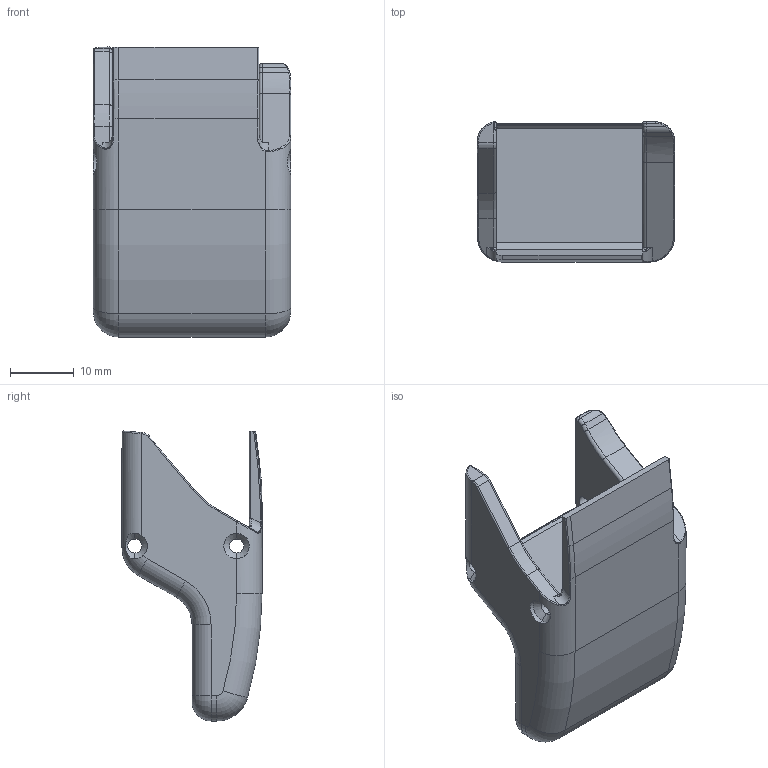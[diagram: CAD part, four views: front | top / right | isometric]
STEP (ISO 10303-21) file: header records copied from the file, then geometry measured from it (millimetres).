
FILE_DESCRIPTION (( 'STEP AP203' ), '1' );
FILE_NAME ('EN02-DISTAL_PHALANX-M.STEP', '2025-06-02T20:46:37', ( '' ), ( '' ), 'SwSTEP 2.0', 'SolidWorks 2024', '' );
FILE_SCHEMA (( 'CONFIG_CONTROL_DESIGN' ));
Length unit declared in the file: millimetre
Products named in the file (1): EN02-DISTAL_PHALANX-M
Bounding box: 31 x 22 x 45.58 mm (x, y, z)
Volume: 11579.7 mm3; surface area: 5105.1 mm2
Topology: 1 solids, 1 shells, 151 faces, 368 edges, 211 vertices
Faces by surface type: cylinder 68, bspline 26, plane 24, torus 23, cone 9, sphere 1
Entity records: 5023 total; most frequent: CARTESIAN_POINT 1606, ORIENTED_EDGE 728, DIRECTION 695, EDGE_CURVE 364, AXIS2_PLACEMENT_3D 280, VERTEX_POINT 211, EDGE_LOOP 155, CIRCLE 154
